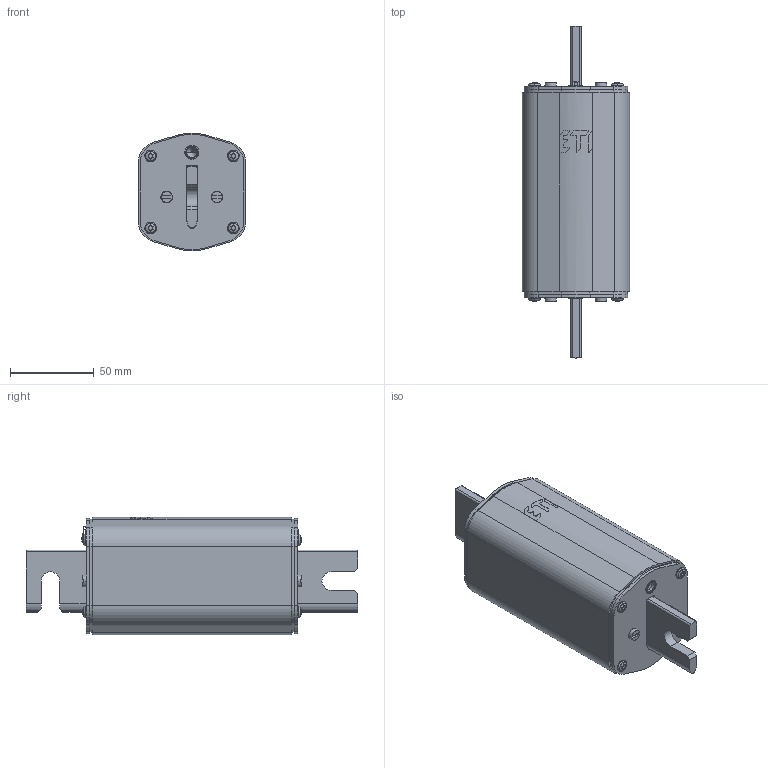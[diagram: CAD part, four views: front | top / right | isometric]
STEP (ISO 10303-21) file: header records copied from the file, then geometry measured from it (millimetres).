
FILE_DESCRIPTION((''),'2;1');
FILE_NAME('3LS_1100V_ASM','2021-09-27T',('marketing.praksa'),('Audax d.o.o.'),'CREO PARAMETRIC BY PTC INC, 2017480','CREO PARAMETRIC BY PTC INC, 2017480','');
FILE_SCHEMA(('AUTOMOTIVE_DESIGN { 1 0 10303 214 1 1 1 1 }'));
Length unit declared in the file: millimetre
Products named in the file (15): 0000019746_1; 0000019000_AF0_1_1_2_3_4; 0000020119_AF0_3; 0000020184_ASM_1_ASM; 0000019000_AF1_1; 0000020159_AF0_3; 0000020199_ASM_1_ASM; 0000019100_3; 0000020380_1; 0000015419_1_1_2_3_4_5_6_7_8_9; 0000004154_1_1_2_3_4_5; 0000017079_1_1_2_3; 0000017080_1_1_2_3_4_5; 0000016201_AF0_1_1_2_3_4_5_6; 3LS_1100V_ASM
Assembly tree (26 placements, depth 3):
  3LS_1100V_ASM
    0000019746_1
    0000020184_ASM_1_ASM
      0000019000_AF0_1_1_2_3_4
      0000020119_AF0_3
    0000020199_ASM_1_ASM
      0000019000_AF1_1
      0000020159_AF0_3
    0000019100_3  x2
    0000020380_1  x2
    0000015419_1_1_2_3_4_5_6_7_8_9  x4
    0000004154_1_1_2_3_4_5  x8
    0000017079_1_1_2_3
    0000017080_1_1_2_3_4_5
    0000016201_AF0_1_1_2_3_4_5_6
Bounding box: 64 x 198 x 70 mm (x, y, z)
Volume: 520859.4 mm3; surface area: 90493.7 mm2
Topology: 24 solids, 48 shells, 841 faces, 2277 edges, 1489 vertices
Faces by surface type: cylinder 413, plane 247, cone 80, torus 56, bspline 26, sphere 16, extrusion 3
Entity records: 25033 total; most frequent: CARTESIAN_POINT 4405, DIRECTION 2843, ORIENTED_EDGE 2584, EDGE_CURVE 1321, AXIS2_PLACEMENT_3D 1104, PRESENTATION_STYLE_ASSIGNMENT 1040, STYLED_ITEM 987, VERTEX_POINT 858
